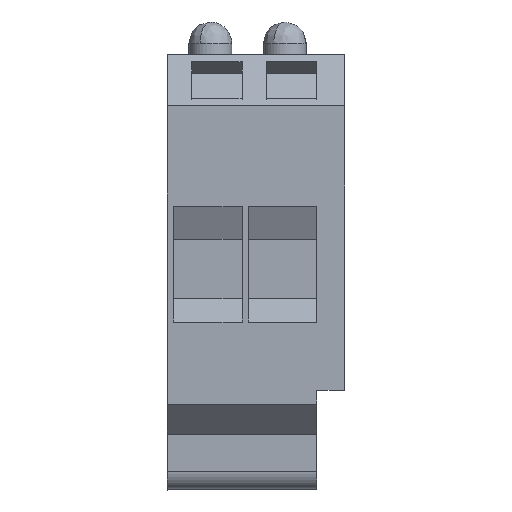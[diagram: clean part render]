
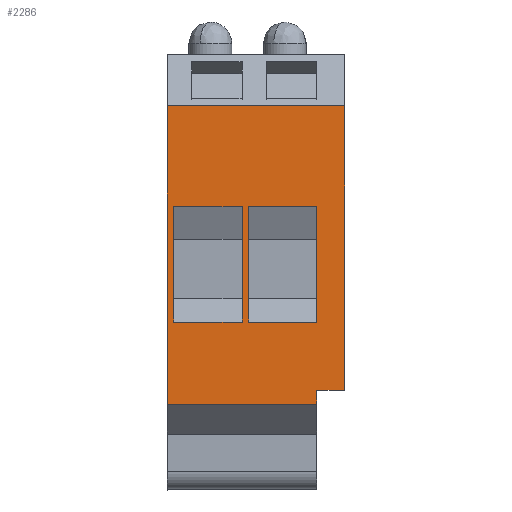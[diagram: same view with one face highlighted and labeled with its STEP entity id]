
A CAD part, front view. The second image highlights one B-rep face of the part: STEP entity #2286.
In plain terms, the highlighted planar face has unit normal (0, -1, 0).
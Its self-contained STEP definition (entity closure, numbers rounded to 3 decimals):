
#2196=AXIS2_PLACEMENT_3D('Plane Axis2P3D',#2193,#2194,#2195) ;
#810=CARTESIAN_POINT('Vertex',(0.,0.,9.2)) ;
#813=CARTESIAN_POINT('Line Origine',(0.,0.,25.2)) ;
#817=CARTESIAN_POINT('Vertex',(0.,0.,41.2)) ;
#946=CARTESIAN_POINT('Line Origine',(9.5,0.,41.2)) ;
#950=CARTESIAN_POINT('Vertex',(19.,0.,41.2)) ;
#1039=CARTESIAN_POINT('Line Origine',(19.,0.,25.95)) ;
#1043=CARTESIAN_POINT('Vertex',(19.,0.,10.7)) ;
#2177=CARTESIAN_POINT('Vertex',(16.,0.,9.2)) ;
#2180=CARTESIAN_POINT('Line Origine',(8.,0.,9.2)) ;
#2193=CARTESIAN_POINT('Axis2P3D Location',(0.,0.,9.2)) ;
#2198=CARTESIAN_POINT('Line Origine',(17.5,0.,10.7)) ;
#2202=CARTESIAN_POINT('Vertex',(16.,0.,10.7)) ;
#2205=CARTESIAN_POINT('Line Origine',(16.,0.,9.95)) ;
#2218=CARTESIAN_POINT('Line Origine',(8.,0.,24.2)) ;
#2222=CARTESIAN_POINT('Vertex',(8.,0.,18.02)) ;
#2224=CARTESIAN_POINT('Vertex',(8.,0.,30.38)) ;
#2227=CARTESIAN_POINT('Line Origine',(4.35,0.,18.02)) ;
#2231=CARTESIAN_POINT('Vertex',(0.7,0.,18.02)) ;
#2234=CARTESIAN_POINT('Line Origine',(0.7,0.,24.2)) ;
#2238=CARTESIAN_POINT('Vertex',(0.7,0.,30.38)) ;
#2241=CARTESIAN_POINT('Line Origine',(4.35,0.,30.38)) ;
#2252=CARTESIAN_POINT('Line Origine',(16.,0.,24.2)) ;
#2256=CARTESIAN_POINT('Vertex',(16.,0.,18.02)) ;
#2258=CARTESIAN_POINT('Vertex',(16.,0.,30.38)) ;
#2261=CARTESIAN_POINT('Line Origine',(12.35,0.,18.02)) ;
#2265=CARTESIAN_POINT('Vertex',(8.7,0.,18.02)) ;
#2268=CARTESIAN_POINT('Line Origine',(8.7,0.,24.2)) ;
#2272=CARTESIAN_POINT('Vertex',(8.7,0.,30.38)) ;
#2275=CARTESIAN_POINT('Line Origine',(12.35,0.,30.38)) ;
#814=DIRECTION('Vector Direction',(0.,0.,-1.)) ;
#947=DIRECTION('Vector Direction',(1.,0.,0.)) ;
#1040=DIRECTION('Vector Direction',(0.,0.,-1.)) ;
#2181=DIRECTION('Vector Direction',(-1.,0.,0.)) ;
#2194=DIRECTION('Axis2P3D Direction',(0.,1.,0.)) ;
#2195=DIRECTION('Axis2P3D XDirection',(0.,0.,1.)) ;
#2199=DIRECTION('Vector Direction',(-1.,0.,0.)) ;
#2206=DIRECTION('Vector Direction',(0.,0.,-1.)) ;
#2219=DIRECTION('Vector Direction',(0.,0.,1.)) ;
#2228=DIRECTION('Vector Direction',(1.,0.,0.)) ;
#2235=DIRECTION('Vector Direction',(0.,0.,-1.)) ;
#2242=DIRECTION('Vector Direction',(-1.,0.,0.)) ;
#2253=DIRECTION('Vector Direction',(0.,0.,1.)) ;
#2262=DIRECTION('Vector Direction',(1.,0.,0.)) ;
#2269=DIRECTION('Vector Direction',(0.,0.,-1.)) ;
#2276=DIRECTION('Vector Direction',(-1.,0.,0.)) ;
#815=VECTOR('Line Direction',#814,1.) ;
#948=VECTOR('Line Direction',#947,1.) ;
#1041=VECTOR('Line Direction',#1040,1.) ;
#2182=VECTOR('Line Direction',#2181,1.) ;
#2200=VECTOR('Line Direction',#2199,1.) ;
#2207=VECTOR('Line Direction',#2206,1.) ;
#2220=VECTOR('Line Direction',#2219,1.) ;
#2229=VECTOR('Line Direction',#2228,1.) ;
#2236=VECTOR('Line Direction',#2235,1.) ;
#2243=VECTOR('Line Direction',#2242,1.) ;
#2254=VECTOR('Line Direction',#2253,1.) ;
#2263=VECTOR('Line Direction',#2262,1.) ;
#2270=VECTOR('Line Direction',#2269,1.) ;
#2277=VECTOR('Line Direction',#2276,1.) ;
#2211=ORIENTED_EDGE('',*,*,#2204,.F.) ;
#2212=ORIENTED_EDGE('',*,*,#1045,.F.) ;
#2213=ORIENTED_EDGE('',*,*,#952,.F.) ;
#2214=ORIENTED_EDGE('',*,*,#819,.T.) ;
#2215=ORIENTED_EDGE('',*,*,#2184,.F.) ;
#2216=ORIENTED_EDGE('',*,*,#2209,.F.) ;
#2247=ORIENTED_EDGE('',*,*,#2226,.F.) ;
#2248=ORIENTED_EDGE('',*,*,#2233,.F.) ;
#2249=ORIENTED_EDGE('',*,*,#2240,.F.) ;
#2250=ORIENTED_EDGE('',*,*,#2245,.F.) ;
#2281=ORIENTED_EDGE('',*,*,#2260,.F.) ;
#2282=ORIENTED_EDGE('',*,*,#2267,.F.) ;
#2283=ORIENTED_EDGE('',*,*,#2274,.F.) ;
#2284=ORIENTED_EDGE('',*,*,#2279,.F.) ;
#2251=FACE_BOUND('',#2246,.T.) ;
#2285=FACE_BOUND('',#2280,.T.) ;
#2286=ADVANCED_FACE('Koerper.2',(#2217,#2251,#2285),#2197,.F.) ;
#819=EDGE_CURVE('',#818,#811,#816,.T.) ;
#952=EDGE_CURVE('',#818,#951,#949,.T.) ;
#1045=EDGE_CURVE('',#951,#1044,#1042,.T.) ;
#2184=EDGE_CURVE('',#2178,#811,#2183,.T.) ;
#2204=EDGE_CURVE('',#1044,#2203,#2201,.T.) ;
#2209=EDGE_CURVE('',#2203,#2178,#2208,.T.) ;
#2226=EDGE_CURVE('',#2223,#2225,#2221,.T.) ;
#2233=EDGE_CURVE('',#2232,#2223,#2230,.T.) ;
#2240=EDGE_CURVE('',#2239,#2232,#2237,.T.) ;
#2245=EDGE_CURVE('',#2225,#2239,#2244,.T.) ;
#2260=EDGE_CURVE('',#2257,#2259,#2255,.T.) ;
#2267=EDGE_CURVE('',#2266,#2257,#2264,.T.) ;
#2274=EDGE_CURVE('',#2273,#2266,#2271,.T.) ;
#2279=EDGE_CURVE('',#2259,#2273,#2278,.T.) ;
#2210=EDGE_LOOP('',(#2211,#2212,#2213,#2214,#2215,#2216)) ;
#2246=EDGE_LOOP('',(#2247,#2248,#2249,#2250)) ;
#2280=EDGE_LOOP('',(#2281,#2282,#2283,#2284)) ;
#2217=FACE_OUTER_BOUND('',#2210,.T.) ;
#816=LINE('Line',#813,#815) ;
#949=LINE('Line',#946,#948) ;
#1042=LINE('Line',#1039,#1041) ;
#2183=LINE('Line',#2180,#2182) ;
#2201=LINE('Line',#2198,#2200) ;
#2208=LINE('Line',#2205,#2207) ;
#2221=LINE('Line',#2218,#2220) ;
#2230=LINE('Line',#2227,#2229) ;
#2237=LINE('Line',#2234,#2236) ;
#2244=LINE('Line',#2241,#2243) ;
#2255=LINE('Line',#2252,#2254) ;
#2264=LINE('Line',#2261,#2263) ;
#2271=LINE('Line',#2268,#2270) ;
#2278=LINE('Line',#2275,#2277) ;
#2197=PLANE('',#2196) ;
#811=VERTEX_POINT('',#810) ;
#818=VERTEX_POINT('',#817) ;
#951=VERTEX_POINT('',#950) ;
#1044=VERTEX_POINT('',#1043) ;
#2178=VERTEX_POINT('',#2177) ;
#2203=VERTEX_POINT('',#2202) ;
#2223=VERTEX_POINT('',#2222) ;
#2225=VERTEX_POINT('',#2224) ;
#2232=VERTEX_POINT('',#2231) ;
#2239=VERTEX_POINT('',#2238) ;
#2257=VERTEX_POINT('',#2256) ;
#2259=VERTEX_POINT('',#2258) ;
#2266=VERTEX_POINT('',#2265) ;
#2273=VERTEX_POINT('',#2272) ;
